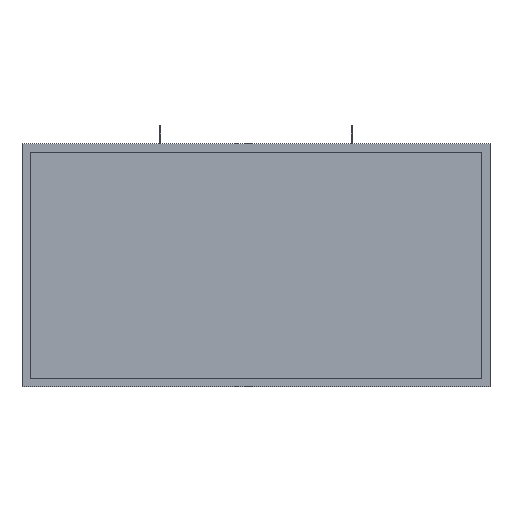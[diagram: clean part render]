
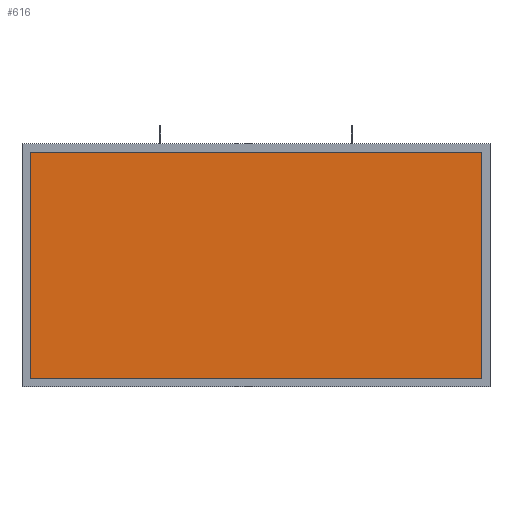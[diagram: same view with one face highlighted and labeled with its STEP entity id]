
A CAD part, front view. The second image highlights one B-rep face of the part: STEP entity #616.
In plain terms, the highlighted planar face has unit normal (0, -1, 0).
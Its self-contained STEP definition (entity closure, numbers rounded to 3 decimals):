
#88=ORIENTED_EDGE('',*,*,#229,.T.);
#89=ORIENTED_EDGE('',*,*,#232,.T.);
#90=ORIENTED_EDGE('',*,*,#234,.T.);
#91=ORIENTED_EDGE('',*,*,#235,.T.);
#229=EDGE_CURVE('',#309,#308,#369,.T.);
#232=EDGE_CURVE('',#308,#310,#372,.T.);
#234=EDGE_CURVE('',#310,#311,#374,.T.);
#235=EDGE_CURVE('',#311,#309,#375,.T.);
#308=VERTEX_POINT('',#918);
#309=VERTEX_POINT('',#920);
#310=VERTEX_POINT('',#924);
#311=VERTEX_POINT('',#928);
#369=LINE('',#919,#445);
#372=LINE('',#925,#448);
#374=LINE('',#929,#450);
#375=LINE('',#931,#451);
#445=VECTOR('',#740,1000.);
#448=VECTOR('',#745,1000.);
#450=VECTOR('',#749,1000.);
#451=VECTOR('',#752,1000.);
#506=EDGE_LOOP('',(#88,#89,#90,#91));
#548=FACE_BOUND('',#506,.T.);
#586=PLANE('',#663);
#616=ADVANCED_FACE('',(#548),#586,.T.);
#663=AXIS2_PLACEMENT_3D('',#932,#753,#754);
#740=DIRECTION('',(0.,0.,1.));
#745=DIRECTION('',(-1.,0.,0.));
#749=DIRECTION('',(0.,0.,-1.));
#752=DIRECTION('',(1.,0.,0.));
#753=DIRECTION('',(0.,-1.,0.));
#754=DIRECTION('',(0.,0.,-1.));
#918=CARTESIAN_POINT('',(301.,1.,151.));
#919=CARTESIAN_POINT('',(301.,1.,-151.));
#920=CARTESIAN_POINT('',(301.,1.,-151.));
#924=CARTESIAN_POINT('',(-301.,1.,151.));
#925=CARTESIAN_POINT('',(301.,1.,151.));
#928=CARTESIAN_POINT('',(-301.,1.,-151.));
#929=CARTESIAN_POINT('',(-301.,1.,151.));
#931=CARTESIAN_POINT('',(-301.,1.,-151.));
#932=CARTESIAN_POINT('',(0.,1.,0.));
